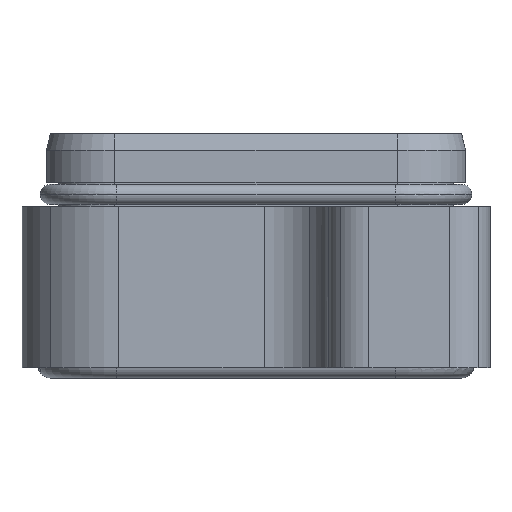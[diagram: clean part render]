
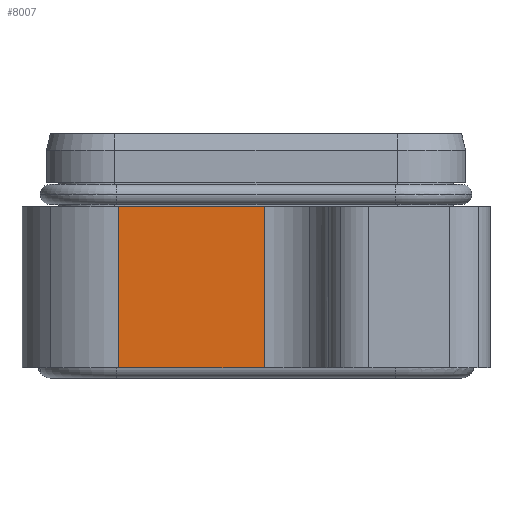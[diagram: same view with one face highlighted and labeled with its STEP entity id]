
A CAD part, left-side view. The second image highlights one B-rep face of the part: STEP entity #8007.
In plain terms, the highlighted planar face has unit normal (-1, 0, 0).
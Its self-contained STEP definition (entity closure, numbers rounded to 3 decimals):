
#1295=CARTESIAN_POINT('',(-64.,17.,0.0));
#1296=VERTEX_POINT('',#1295);
#1304=CARTESIAN_POINT('',(-64.,17.,20.0));
#1305=VERTEX_POINT('',#1304);
#1306=CARTESIAN_POINT('',(-64.,17.,0.0));
#1307=DIRECTION('',(0.0,0.0,1.0));
#1308=VECTOR('',#1307,20.0);
#1309=LINE('',#1306,#1308);
#1310=EDGE_CURVE('',#1296,#1305,#1309,.T.);
#5156=CARTESIAN_POINT('',(-64.,-1.,0.0));
#5157=VERTEX_POINT('',#5156);
#5165=CARTESIAN_POINT('',(-64.,17.,0.0));
#5166=DIRECTION('',(0.0,-1.0,0.0));
#5167=VECTOR('',#5166,18.0);
#5168=LINE('',#5165,#5167);
#5169=EDGE_CURVE('',#1296,#5157,#5168,.T.);
#7953=CARTESIAN_POINT('',(-64.0,-1.,20.));
#7954=VERTEX_POINT('',#7953);
#7962=CARTESIAN_POINT('',(-64.0,-1.,20.));
#7963=DIRECTION('',(0.0,0.0,-1.0));
#7964=VECTOR('',#7963,20.);
#7965=LINE('',#7962,#7964);
#7966=EDGE_CURVE('',#7954,#5157,#7965,.T.);
#7991=CARTESIAN_POINT('',(-64.0,-9.,0.0));
#7992=DIRECTION('',(-1.0,0.0,0.0));
#7993=DIRECTION('',(0.0,0.0,-1.0));
#7994=AXIS2_PLACEMENT_3D('',#7991,#7992,#7993);
#7995=PLANE('',#7994);
#7996=CARTESIAN_POINT('',(-64.0,-1.,20.));
#7997=DIRECTION('',(0.0,1.0,0.0));
#7998=VECTOR('',#7997,18.);
#7999=LINE('',#7996,#7998);
#8000=EDGE_CURVE('',#7954,#1305,#7999,.T.);
#8001=ORIENTED_EDGE('',*,*,#8000,.T.);
#8002=ORIENTED_EDGE('',*,*,#1310,.F.);
#8003=ORIENTED_EDGE('',*,*,#5169,.T.);
#8004=ORIENTED_EDGE('',*,*,#7966,.F.);
#8005=EDGE_LOOP('',(#8001,#8002,#8003,#8004));
#8006=FACE_OUTER_BOUND('',#8005,.T.);
#8007=ADVANCED_FACE('',(#8006),#7995,.T.);
